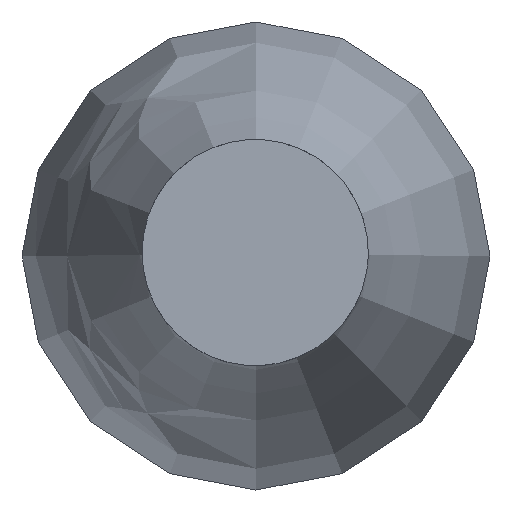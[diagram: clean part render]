
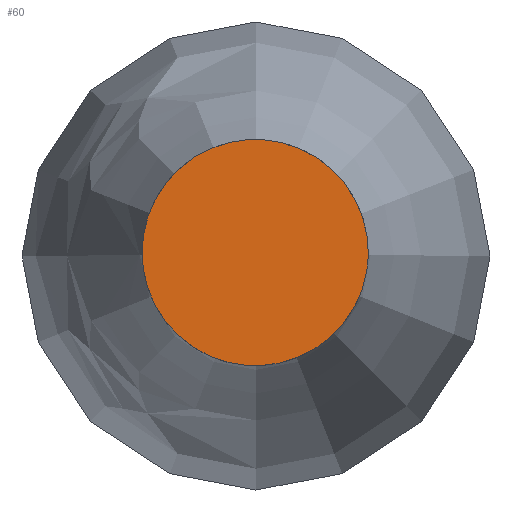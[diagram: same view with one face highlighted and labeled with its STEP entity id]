
A CAD part, top view. The second image highlights one B-rep face of the part: STEP entity #60.
In plain terms, the highlighted planar face has unit normal (0, 0, 1).
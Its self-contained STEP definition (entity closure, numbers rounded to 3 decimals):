
#60=ADVANCED_FACE('',(#72),#172,.T.);
#72=FACE_OUTER_BOUND('',#84,.T.);
#84=EDGE_LOOP('',(#99));
#99=ORIENTED_EDGE('',*,*,#133,.T.);
#133=EDGE_CURVE('',#161,#161,#152,.T.);
#152=(
BOUNDED_CURVE()
B_SPLINE_CURVE(2,(#265,#266,#267,#268,#269,#270,#271,#272,#273),
 .UNSPECIFIED.,.T.,.F.)
B_SPLINE_CURVE_WITH_KNOTS((3,2,2,2,3),(0.,3.534,7.069,
10.603,14.137),.UNSPECIFIED.)
CURVE()
GEOMETRIC_REPRESENTATION_ITEM()
RATIONAL_B_SPLINE_CURVE((1.,0.707,1.,0.707,1.,0.707,
1.,0.707,1.))
REPRESENTATION_ITEM('')
);
#161=VERTEX_POINT('',#262);
#172=PLANE('',#201);
#201=AXIS2_PLACEMENT_3D('',#233,#208,$);
#208=DIRECTION('',(0.,0.,1.));
#233=CARTESIAN_POINT('',(-71.438,-71.438,1215.054));
#262=CARTESIAN_POINT('',(57.15,0.,1215.054));
#265=CARTESIAN_POINT('',(57.15,0.,1215.054));
#266=CARTESIAN_POINT('',(57.15,57.15,1215.054));
#267=CARTESIAN_POINT('',(0.,57.15,1215.054));
#268=CARTESIAN_POINT('',(-57.15,57.15,1215.054));
#269=CARTESIAN_POINT('',(-57.15,0.,1215.054));
#270=CARTESIAN_POINT('',(-57.15,-57.15,1215.054));
#271=CARTESIAN_POINT('',(0.,-57.15,1215.054));
#272=CARTESIAN_POINT('',(57.15,-57.15,1215.054));
#273=CARTESIAN_POINT('',(57.15,0.,1215.054));
